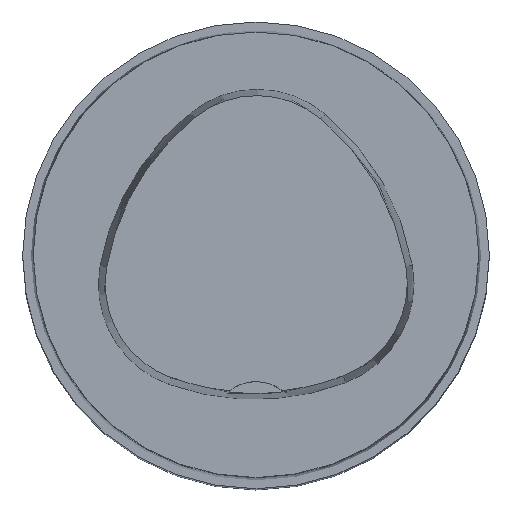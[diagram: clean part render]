
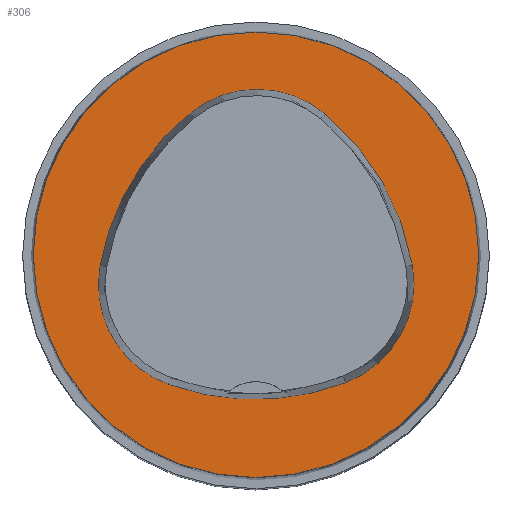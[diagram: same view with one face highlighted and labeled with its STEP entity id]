
A CAD part, top view. The second image highlights one B-rep face of the part: STEP entity #306.
In plain terms, the highlighted planar face has unit normal (0, 0, 1).
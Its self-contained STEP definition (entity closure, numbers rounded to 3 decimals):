
#240=PLANE('',#1074);
#306=ADVANCED_FACE('',(#418,#419),#240,.T.);
#418=FACE_BOUND('',#520,.T.);
#419=FACE_BOUND('',#521,.T.);
#520=EDGE_LOOP('',(#677,#678,#679,#680,#681,#682));
#521=EDGE_LOOP('',(#683));
#677=ORIENTED_EDGE('',*,*,#880,.T.);
#678=ORIENTED_EDGE('',*,*,#860,.T.);
#679=ORIENTED_EDGE('',*,*,#864,.T.);
#680=ORIENTED_EDGE('',*,*,#867,.T.);
#681=ORIENTED_EDGE('',*,*,#870,.T.);
#682=ORIENTED_EDGE('',*,*,#878,.T.);
#683=ORIENTED_EDGE('',*,*,#851,.F.);
#774=VERTEX_POINT('',#1536);
#783=VERTEX_POINT('',#1555);
#784=VERTEX_POINT('',#1556);
#787=VERTEX_POINT('',#1564);
#789=VERTEX_POINT('',#1570);
#791=VERTEX_POINT('',#1576);
#798=VERTEX_POINT('',#1597);
#851=EDGE_CURVE('',#774,#774,#936,.T.);
#860=EDGE_CURVE('',#783,#784,#937,.T.);
#864=EDGE_CURVE('',#784,#787,#939,.T.);
#867=EDGE_CURVE('',#787,#789,#941,.T.);
#870=EDGE_CURVE('',#789,#791,#943,.T.);
#878=EDGE_CURVE('',#791,#798,#947,.T.);
#880=EDGE_CURVE('',#798,#783,#949,.T.);
#936=CIRCLE('',#1046,31.5);
#937=CIRCLE('',#1052,36.);
#939=CIRCLE('',#1055,15.);
#941=CIRCLE('',#1058,36.);
#943=CIRCLE('',#1061,15.);
#947=CIRCLE('',#1066,36.);
#949=CIRCLE('',#1069,15.);
#1046=AXIS2_PLACEMENT_3D('',#1535,#1280,#1281);
#1052=AXIS2_PLACEMENT_3D('',#1554,#1296,#1297);
#1055=AXIS2_PLACEMENT_3D('',#1563,#1304,#1305);
#1058=AXIS2_PLACEMENT_3D('',#1569,#1311,#1312);
#1061=AXIS2_PLACEMENT_3D('',#1575,#1318,#1319);
#1066=AXIS2_PLACEMENT_3D('',#1598,#1330,#1331);
#1069=AXIS2_PLACEMENT_3D('',#1601,#1336,#1337);
#1074=AXIS2_PLACEMENT_3D('',#1606,#1346,#1347);
#1280=DIRECTION('',(0.,0.,-1.));
#1281=DIRECTION('',(-1.,0.,0.));
#1296=DIRECTION('',(0.,0.,-1.));
#1297=DIRECTION('',(-1.,0.,0.));
#1304=DIRECTION('',(0.,0.,-1.));
#1305=DIRECTION('',(-1.,0.,0.));
#1311=DIRECTION('',(0.,0.,-1.));
#1312=DIRECTION('',(-1.,0.,0.));
#1318=DIRECTION('',(0.,0.,-1.));
#1319=DIRECTION('',(-1.,0.,0.));
#1330=DIRECTION('',(0.,0.,-1.));
#1331=DIRECTION('',(-1.,0.,0.));
#1336=DIRECTION('',(0.,0.,-1.));
#1337=DIRECTION('',(-1.,0.,0.));
#1346=DIRECTION('',(0.,0.,1.));
#1347=DIRECTION('',(1.,0.,0.));
#1535=CARTESIAN_POINT('',(0.,0.,0.));
#1536=CARTESIAN_POINT('',(-31.5,0.,0.));
#1554=CARTESIAN_POINT('',(13.398,-7.893,0.));
#1555=CARTESIAN_POINT('',(-22.041,-1.562,0.));
#1556=CARTESIAN_POINT('',(-9.317,20.036,0.));
#1563=CARTESIAN_POINT('',(0.148,8.399,0.));
#1564=CARTESIAN_POINT('',(9.779,19.898,0.));
#1569=CARTESIAN_POINT('',(-13.337,-7.7,0.));
#1570=CARTESIAN_POINT('',(22.122,-1.48,0.));
#1575=CARTESIAN_POINT('',(7.347,-4.071,0.));
#1576=CARTESIAN_POINT('',(12.693,-18.087,0.));
#1597=CARTESIAN_POINT('',(-12.373,-18.307,0.));
#1598=CARTESIAN_POINT('',(-0.137,15.55,0.));
#1601=CARTESIAN_POINT('',(-7.275,-4.2,0.));
#1606=CARTESIAN_POINT('',(0.,0.,0.));
